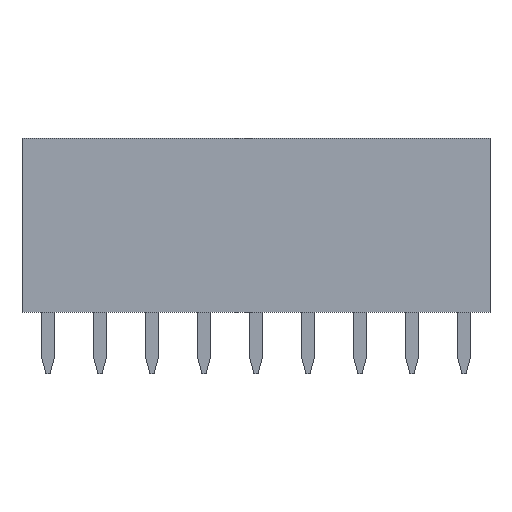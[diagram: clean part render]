
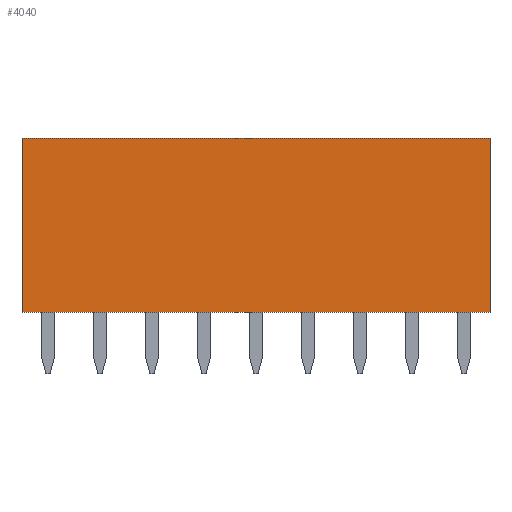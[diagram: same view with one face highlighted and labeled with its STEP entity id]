
A CAD part, front view. The second image highlights one B-rep face of the part: STEP entity #4040.
In plain terms, the highlighted planar face has unit normal (0, -1, 0).
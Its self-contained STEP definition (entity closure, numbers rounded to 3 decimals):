
#4040=ADVANCED_FACE('',(#7654),#7656,.T.);
#7654=FACE_BOUND('',#7655,.T.);
#7655=EDGE_LOOP('',(#10473,#10474,#10475,#10476));
#7656=PLANE('',#7657);
#7657=AXIS2_PLACEMENT_3D('',#7658,#7659,#7660);
#7658=CARTESIAN_POINT('',(-1.27,-1.27,0.));
#7659=DIRECTION('',(0.,-1.,0.));
#7660=DIRECTION('',(1.,0.,0.));
#10473=ORIENTED_EDGE('',*,*,#11983,.T.);
#10474=ORIENTED_EDGE('',*,*,#11866,.T.);
#10475=ORIENTED_EDGE('',*,*,#11963,.F.);
#10476=ORIENTED_EDGE('',*,*,#11855,.F.);
#11855=EDGE_CURVE('',#13959,#13961,#13962,.T.);
#11866=EDGE_CURVE('',#13981,#13979,#13982,.T.);
#11963=EDGE_CURVE('',#13961,#13979,#14103,.T.);
#11983=EDGE_CURVE('',#13959,#13981,#14127,.T.);
#13959=VERTEX_POINT('',#18537);
#13961=VERTEX_POINT('',#18541);
#13962=LINE('',#18542,#18543);
#13979=VERTEX_POINT('',#18579);
#13981=VERTEX_POINT('',#18583);
#13982=LINE('',#18584,#18585);
#14103=LINE('',#18903,#18904);
#14127=LINE('',#18967,#18968);
#18537=CARTESIAN_POINT('',(-1.27,-1.27,0.));
#18541=CARTESIAN_POINT('',(-1.27,-1.27,8.5));
#18542=CARTESIAN_POINT('',(-1.27,-1.27,0.));
#18543=VECTOR('',#18544,1.);
#18544=DIRECTION('',(0.,0.,1.));
#18579=CARTESIAN_POINT('',(21.59,-1.27,8.5));
#18583=CARTESIAN_POINT('',(21.59,-1.27,0.));
#18584=CARTESIAN_POINT('',(21.59,-1.27,0.));
#18585=VECTOR('',#18586,1.);
#18586=DIRECTION('',(0.,0.,1.));
#18903=CARTESIAN_POINT('',(-1.27,-1.27,8.5));
#18904=VECTOR('',#18905,1.);
#18905=DIRECTION('',(1.,0.,0.));
#18967=CARTESIAN_POINT('',(-1.27,-1.27,0.));
#18968=VECTOR('',#18969,1.);
#18969=DIRECTION('',(1.,0.,0.));
